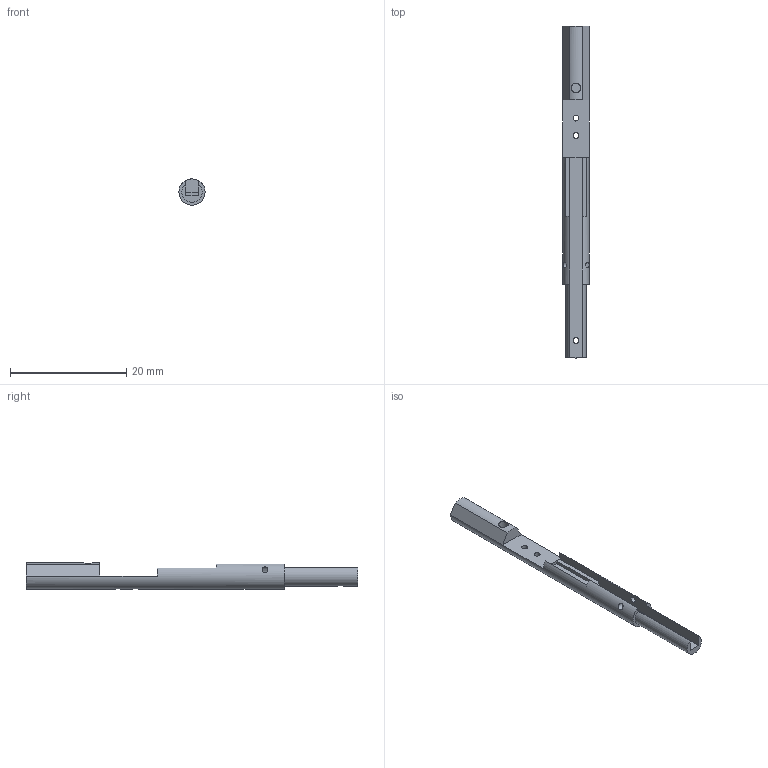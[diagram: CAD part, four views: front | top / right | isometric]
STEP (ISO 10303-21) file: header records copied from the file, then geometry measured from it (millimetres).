
FILE_DESCRIPTION(/* description */ ('Unknown'),/* implementation_level */ '2;1');
FILE_NAME(/* name */ 'ProbeAdapterOR5SC',/* time_stamp */ '2023-12-08T11:06:20-08:00',/* author */ ('Unknown'),/* organization */ ('Unknown'),/* preprocessor_version */ 'ST-DEVELOPER v18.102',/* originating_system */ 'Solid Edge',/* authorisation */ 'Unknown');
FILE_SCHEMA (('AUTOMOTIVE_DESIGN {1 0 10303 214 3 1 1}'));
Length unit declared in the file: millimetre
Products named in the file (1): ProbeAdapterOR5SC
Bounding box: 4.5 x 57.15 x 4.5 mm (x, y, z)
Volume: 445 mm3; surface area: 1023.5 mm2
Topology: 1 solids, 1 shells, 32 faces, 85 edges, 57 vertices
Faces by surface type: plane 20, cylinder 11, cone 1
Full cylindrical faces by diameter (mm): 1.016 x5, 1.651 x1, 3.429 x1
Entity records: 1004 total; most frequent: CARTESIAN_POINT 217, DIRECTION 150, ORIENTED_EDGE 144, EDGE_CURVE 72, VERTEX_POINT 53, AXIS2_PLACEMENT_3D 52, FACE_BOUND 51, EDGE_LOOP 50
